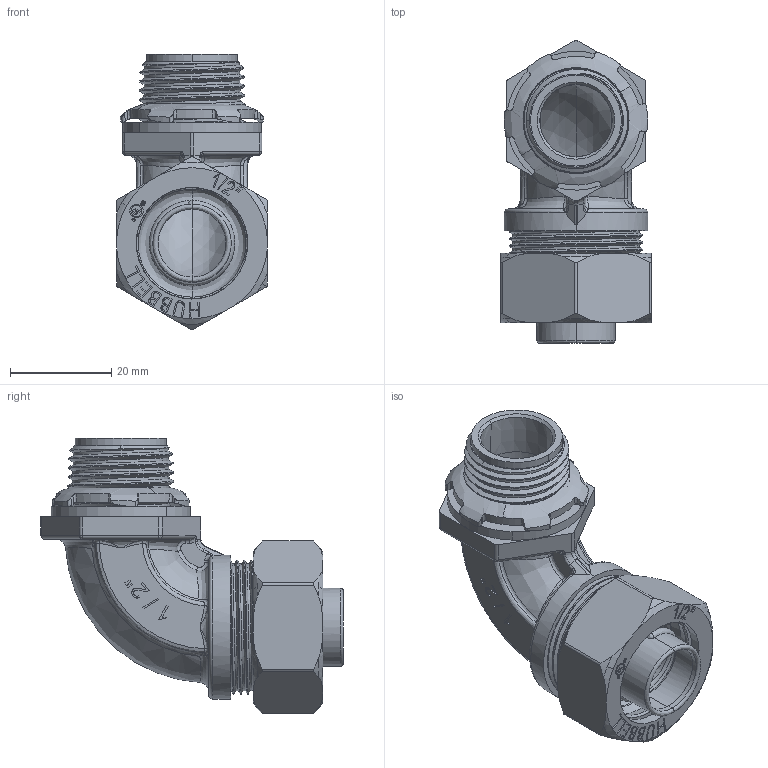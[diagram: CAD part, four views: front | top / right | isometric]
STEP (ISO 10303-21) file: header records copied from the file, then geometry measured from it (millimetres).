
FILE_DESCRIPTION (( 'STEP AP214' ), '1' );
FILE_NAME ('3542-8.STEP', '2016-02-24T16:08:38', ( '' ), ( '' ), 'SwSTEP 2.0', 'SolidWorks 2014', '' );
FILE_SCHEMA (( 'AUTOMOTIVE_DESIGN' ));
Length unit declared in the file: inch
Products named in the file (8): 3542-8; 3512RAC INSULATION BUSHING_INSTALLED; 3402 LOCK NUT; 3402 SEAL_1-2; 3402 COMPRESSION NUT HEX_1-2; 3402 GLAND RING_1-2; 3402 FERRULE_installed; 3422 90DEG BODY
Assembly tree (7 placements, depth 2):
  3542-8
    3422 90DEG BODY
    3402 FERRULE_installed
    3402 GLAND RING_1-2
    3402 COMPRESSION NUT HEX_1-2
    3402 SEAL_1-2
    3402 LOCK NUT
    3512RAC INSULATION BUSHING_INSTALLED
Bounding box: 29.79 x 59.9 x 54.51 mm (x, y, z)
Volume: 17309.1 mm3; surface area: 21255.5 mm2
Topology: 7 solids, 7 shells, 629 faces, 1697 edges, 1103 vertices
Faces by surface type: plane 236, bspline 203, cylinder 125, cone 65
Entity records: 48720 total; most frequent: CARTESIAN_POINT 26250, ORIENTED_EDGE 3374, DIRECTION 2220, EDGE_CURVE 1687, VERTEX_POINT 1103, LINE 764, VECTOR 764, AXIS2_PLACEMENT_3D 728
